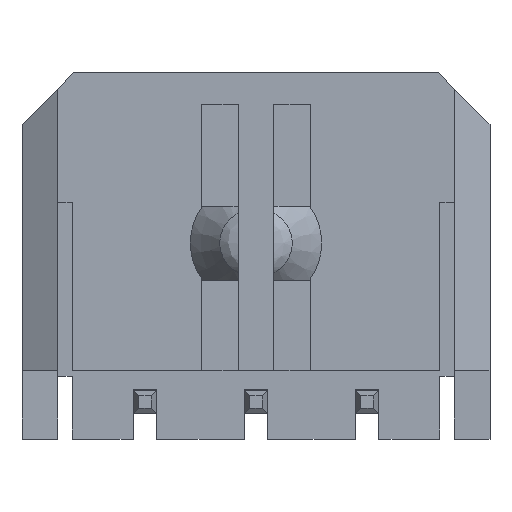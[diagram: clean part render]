
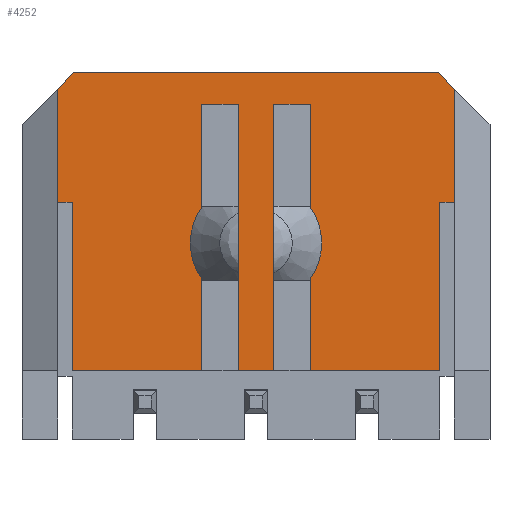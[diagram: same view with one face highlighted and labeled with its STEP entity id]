
A CAD part, front view. The second image highlights one B-rep face of the part: STEP entity #4252.
In plain terms, the highlighted planar face has unit normal (0, -1, 0).
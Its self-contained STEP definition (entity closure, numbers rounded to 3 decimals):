
#149=FACE_OUTER_BOUND('',#385,.T.);
#385=EDGE_LOOP('',(#3214,#3215,#3216,#3217,#3218,#3219,#3220,#3221,#3222,
#3223,#3224,#3225,#3226,#3227,#3228,#3229,#3230,#3231));
#866=LINE('',#6405,#1454);
#867=LINE('',#6409,#1455);
#868=LINE('',#6411,#1456);
#869=LINE('',#6413,#1457);
#870=LINE('',#6415,#1458);
#871=LINE('',#6417,#1459);
#872=LINE('',#6419,#1460);
#873=LINE('',#6421,#1461);
#874=LINE('',#6422,#1462);
#875=LINE('',#6424,#1463);
#876=LINE('',#6426,#1464);
#877=LINE('',#6428,#1465);
#878=LINE('',#6430,#1466);
#879=LINE('',#6432,#1467);
#880=LINE('',#6434,#1468);
#881=LINE('',#6436,#1469);
#882=LINE('',#6438,#1470);
#883=LINE('',#6439,#1471);
#1454=VECTOR('',#5175,3.06);
#1455=VECTOR('',#5178,7.2);
#1456=VECTOR('',#5179,0.95);
#1457=VECTOR('',#5180,7.2);
#1458=VECTOR('',#5181,1.);
#1459=VECTOR('',#5182,7.2);
#1460=VECTOR('',#5183,3.49);
#1461=VECTOR('',#5184,4.55);
#1462=VECTOR('',#5185,0.4);
#1463=VECTOR('',#5186,0.622);
#1464=VECTOR('',#5187,9.85);
#1465=VECTOR('',#5188,0.622);
#1466=VECTOR('',#5189,3.06);
#1467=VECTOR('',#5190,0.4);
#1468=VECTOR('',#5191,4.55);
#1469=VECTOR('',#5192,3.49);
#1470=VECTOR('',#5193,7.2);
#1471=VECTOR('',#5194,1.);
#1821=VERTEX_POINT('',#6019);
#1948=VERTEX_POINT('',#6403);
#1949=VERTEX_POINT('',#6407);
#1950=VERTEX_POINT('',#6408);
#1951=VERTEX_POINT('',#6410);
#1952=VERTEX_POINT('',#6412);
#1953=VERTEX_POINT('',#6414);
#1954=VERTEX_POINT('',#6416);
#1955=VERTEX_POINT('',#6418);
#1956=VERTEX_POINT('',#6420);
#1957=VERTEX_POINT('',#6423);
#1958=VERTEX_POINT('',#6425);
#1959=VERTEX_POINT('',#6427);
#1960=VERTEX_POINT('',#6429);
#1961=VERTEX_POINT('',#6431);
#1962=VERTEX_POINT('',#6433);
#1963=VERTEX_POINT('',#6435);
#1964=VERTEX_POINT('',#6437);
#2430=EDGE_CURVE('',#1948,#1821,#866,.T.);
#2431=EDGE_CURVE('',#1949,#1950,#867,.T.);
#2432=EDGE_CURVE('',#1951,#1950,#868,.T.);
#2433=EDGE_CURVE('',#1951,#1952,#869,.T.);
#2434=EDGE_CURVE('',#1953,#1952,#870,.T.);
#2435=EDGE_CURVE('',#1954,#1953,#871,.T.);
#2436=EDGE_CURVE('',#1955,#1954,#872,.T.);
#2437=EDGE_CURVE('',#1956,#1955,#873,.T.);
#2438=EDGE_CURVE('',#1821,#1956,#874,.T.);
#2439=EDGE_CURVE('',#1948,#1957,#875,.T.);
#2440=EDGE_CURVE('',#1958,#1957,#876,.T.);
#2441=EDGE_CURVE('',#1958,#1959,#877,.T.);
#2442=EDGE_CURVE('',#1960,#1959,#878,.T.);
#2443=EDGE_CURVE('',#1961,#1960,#879,.T.);
#2444=EDGE_CURVE('',#1962,#1961,#880,.T.);
#2445=EDGE_CURVE('',#1963,#1962,#881,.T.);
#2446=EDGE_CURVE('',#1963,#1964,#882,.T.);
#2447=EDGE_CURVE('',#1964,#1949,#883,.T.);
#3214=ORIENTED_EDGE('',*,*,#2431,.T.);
#3215=ORIENTED_EDGE('',*,*,#2432,.F.);
#3216=ORIENTED_EDGE('',*,*,#2433,.T.);
#3217=ORIENTED_EDGE('',*,*,#2434,.F.);
#3218=ORIENTED_EDGE('',*,*,#2435,.F.);
#3219=ORIENTED_EDGE('',*,*,#2436,.F.);
#3220=ORIENTED_EDGE('',*,*,#2437,.F.);
#3221=ORIENTED_EDGE('',*,*,#2438,.F.);
#3222=ORIENTED_EDGE('',*,*,#2430,.F.);
#3223=ORIENTED_EDGE('',*,*,#2439,.T.);
#3224=ORIENTED_EDGE('',*,*,#2440,.F.);
#3225=ORIENTED_EDGE('',*,*,#2441,.T.);
#3226=ORIENTED_EDGE('',*,*,#2442,.F.);
#3227=ORIENTED_EDGE('',*,*,#2443,.F.);
#3228=ORIENTED_EDGE('',*,*,#2444,.F.);
#3229=ORIENTED_EDGE('',*,*,#2445,.F.);
#3230=ORIENTED_EDGE('',*,*,#2446,.T.);
#3231=ORIENTED_EDGE('',*,*,#2447,.T.);
#4026=PLANE('',#4502);
#4252=ADVANCED_FACE('',(#149),#4026,.T.);
#4502=AXIS2_PLACEMENT_3D('',#6406,#5176,#5177);
#5175=DIRECTION('',(0.,0.,-1.));
#5176=DIRECTION('center_axis',(0.,-1.,0.));
#5177=DIRECTION('ref_axis',(0.,0.,-1.));
#5178=DIRECTION('',(0.,0.,-1.));
#5179=DIRECTION('',(-1.,0.,0.));
#5180=DIRECTION('',(0.,0.,1.));
#5181=DIRECTION('',(-1.,0.,0.));
#5182=DIRECTION('',(0.,0.,1.));
#5183=DIRECTION('',(-1.,0.,0.));
#5184=DIRECTION('',(0.,0.,-1.));
#5185=DIRECTION('',(-1.,0.,0.));
#5186=DIRECTION('',(-0.707,0.,0.707));
#5187=DIRECTION('',(1.,0.,0.));
#5188=DIRECTION('',(-0.707,0.,-0.707));
#5189=DIRECTION('',(0.,0.,1.));
#5190=DIRECTION('',(-1.,0.,0.));
#5191=DIRECTION('',(0.,0.,1.));
#5192=DIRECTION('',(-1.,0.,0.));
#5193=DIRECTION('',(0.,0.,1.));
#5194=DIRECTION('',(1.,0.,0.));
#6019=CARTESIAN_POINT('',(5.365,-1.93,1.45));
#6403=CARTESIAN_POINT('',(5.365,-1.93,4.51));
#6405=CARTESIAN_POINT('',(5.365,-1.93,4.51));
#6406=CARTESIAN_POINT('Origin',(-6.325,-1.93,4.95));
#6407=CARTESIAN_POINT('',(-0.475,-1.93,4.1));
#6408=CARTESIAN_POINT('',(-0.475,-1.93,-3.1));
#6409=CARTESIAN_POINT('',(-0.475,-1.93,4.1));
#6410=CARTESIAN_POINT('',(0.475,-1.93,-3.1));
#6411=CARTESIAN_POINT('',(0.475,-1.93,-3.1));
#6412=CARTESIAN_POINT('',(0.475,-1.93,4.1));
#6413=CARTESIAN_POINT('',(0.475,-1.93,-3.1));
#6414=CARTESIAN_POINT('',(1.475,-1.93,4.1));
#6415=CARTESIAN_POINT('',(1.475,-1.93,4.1));
#6416=CARTESIAN_POINT('',(1.475,-1.93,-3.1));
#6417=CARTESIAN_POINT('',(1.475,-1.93,-3.1));
#6418=CARTESIAN_POINT('',(4.965,-1.93,-3.1));
#6419=CARTESIAN_POINT('',(4.965,-1.93,-3.1));
#6420=CARTESIAN_POINT('',(4.965,-1.93,1.45));
#6421=CARTESIAN_POINT('',(4.965,-1.93,1.45));
#6422=CARTESIAN_POINT('',(5.365,-1.93,1.45));
#6423=CARTESIAN_POINT('',(4.925,-1.93,4.95));
#6424=CARTESIAN_POINT('',(5.365,-1.93,4.51));
#6425=CARTESIAN_POINT('',(-4.925,-1.93,4.95));
#6426=CARTESIAN_POINT('',(-4.925,-1.93,4.95));
#6427=CARTESIAN_POINT('',(-5.365,-1.93,4.51));
#6428=CARTESIAN_POINT('',(-4.925,-1.93,4.95));
#6429=CARTESIAN_POINT('',(-5.365,-1.93,1.45));
#6430=CARTESIAN_POINT('',(-5.365,-1.93,1.45));
#6431=CARTESIAN_POINT('',(-4.965,-1.93,1.45));
#6432=CARTESIAN_POINT('',(-4.965,-1.93,1.45));
#6433=CARTESIAN_POINT('',(-4.965,-1.93,-3.1));
#6434=CARTESIAN_POINT('',(-4.965,-1.93,-3.1));
#6435=CARTESIAN_POINT('',(-1.475,-1.93,-3.1));
#6436=CARTESIAN_POINT('',(-1.475,-1.93,-3.1));
#6437=CARTESIAN_POINT('',(-1.475,-1.93,4.1));
#6438=CARTESIAN_POINT('',(-1.475,-1.93,-3.1));
#6439=CARTESIAN_POINT('',(-1.475,-1.93,4.1));
